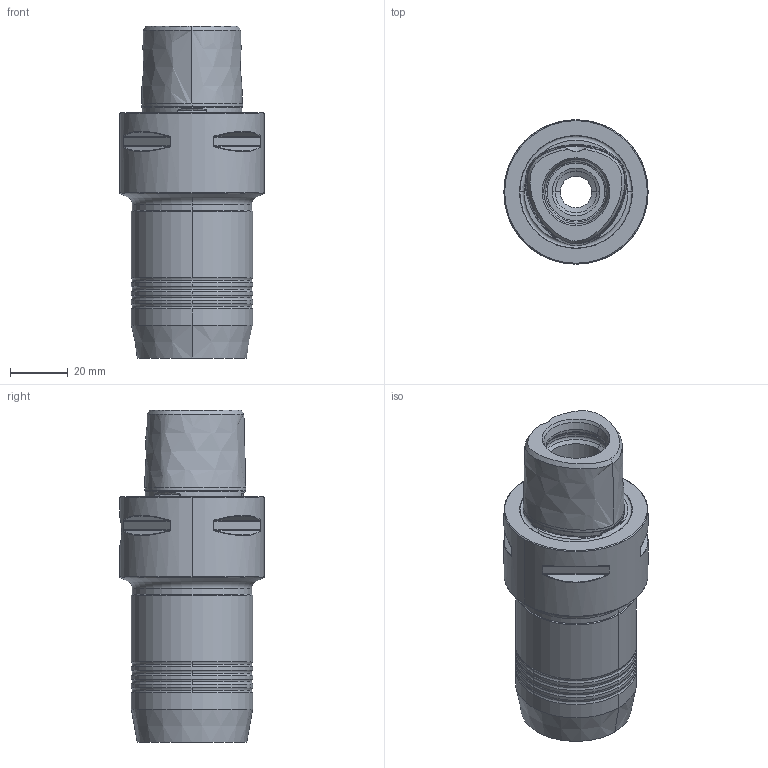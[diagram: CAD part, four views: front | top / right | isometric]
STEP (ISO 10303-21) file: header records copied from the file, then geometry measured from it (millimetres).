
FILE_DESCRIPTION (( 'STEP AP214' ), '1' );
FILE_NAME ('77.C50.020 x=85_step.STEP', '2022-04-12T10:22:21', ( '' ), ( '' ), 'SwSTEP 2.0', 'SolidWorks 2018', '' );
FILE_SCHEMA (( 'AUTOMOTIVE_DESIGN' ));
Length unit declared in the file: millimetre
Products named in the file (1): 77.C50.020 x=85_step
Bounding box: 50 x 50 x 115 mm (x, y, z)
Volume: 128383.4 mm3; surface area: 25243.5 mm2
Topology: 1 solids, 1 shells, 195 faces, 458 edges, 272 vertices
Faces by surface type: bspline 54, cylinder 50, torus 34, cone 32, plane 25
Entity records: 11740 total; most frequent: CARTESIAN_POINT 7398, ORIENTED_EDGE 908, DIRECTION 794, EDGE_CURVE 454, AXIS2_PLACEMENT_3D 345, VERTEX_POINT 272, EDGE_LOOP 210, CIRCLE 203
